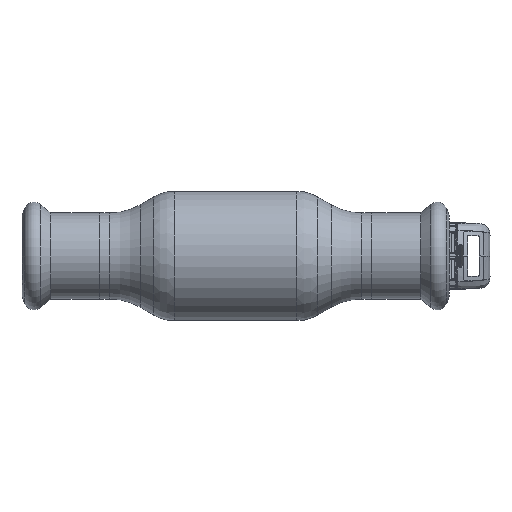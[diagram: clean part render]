
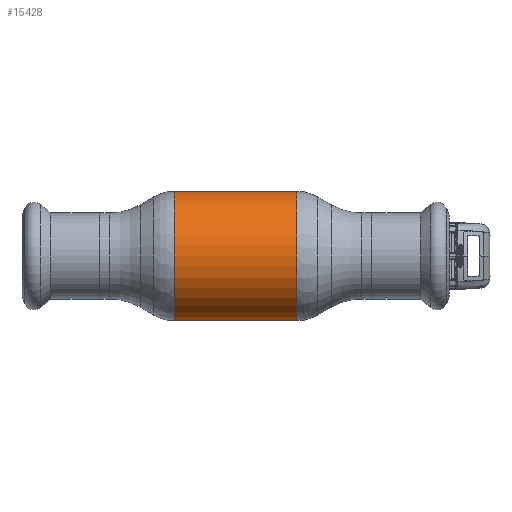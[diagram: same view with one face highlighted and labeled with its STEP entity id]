
A CAD part, front view. The second image highlights one B-rep face of the part: STEP entity #15428.
In plain terms, the highlighted cylindrical face has radius 19 mm (diameter 38 mm), a partial arc.
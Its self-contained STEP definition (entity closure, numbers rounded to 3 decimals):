
#2423 = LINE ( 'NONE', #59724, #15067 ) ;
#6693 = CIRCLE ( 'NONE', #33932, 19. ) ;
#7191 = ORIENTED_EDGE ( 'NONE', *, *, #58085, .T. ) ;
#8099 = DIRECTION ( 'NONE',  ( -1., 0., 0. ) ) ;
#10550 = CARTESIAN_POINT ( 'NONE',  ( -18.035, 0., 19. ) ) ;
#11125 = ORIENTED_EDGE ( 'NONE', *, *, #55747, .F. ) ;
#12472 = FACE_OUTER_BOUND ( 'NONE', #26167, .T. ) ;
#12620 = ORIENTED_EDGE ( 'NONE', *, *, #47935, .F. ) ;
#13038 = VECTOR ( 'NONE', #8099, 1000. ) ;
#13397 = VERTEX_POINT ( 'NONE', #55705 ) ;
#14728 = VERTEX_POINT ( 'NONE', #54423 ) ;
#15067 = VECTOR ( 'NONE', #32127, 1000. ) ;
#15428 = ADVANCED_FACE ( 'NONE', ( #12472 ), #57337, .T. ) ;
#21647 = DIRECTION ( 'NONE',  ( -1., 0., 0. ) ) ;
#26167 = EDGE_LOOP ( 'NONE', ( #12620, #7191, #50474, #11125 ) ) ;
#28258 = DIRECTION ( 'NONE',  ( 0., 0., 1. ) ) ;
#31161 = VERTEX_POINT ( 'NONE', #10550 ) ;
#32127 = DIRECTION ( 'NONE',  ( -1., 0., 0. ) ) ;
#33932 = AXIS2_PLACEMENT_3D ( 'NONE', #60714, #21647, #46103 ) ;
#34406 = AXIS2_PLACEMENT_3D ( 'NONE', #50800, #41811, #28258 ) ;
#36399 = VERTEX_POINT ( 'NONE', #49601 ) ;
#39213 = AXIS2_PLACEMENT_3D ( 'NONE', #61340, #56354, #42150 ) ;
#40011 = CIRCLE ( 'NONE', #39213, 19. ) ;
#41811 = DIRECTION ( 'NONE',  ( -1., 0., 0. ) ) ;
#42150 = DIRECTION ( 'NONE',  ( 0., 0., 1. ) ) ;
#46103 = DIRECTION ( 'NONE',  ( 0., 0., 1. ) ) ;
#47935 = EDGE_CURVE ( 'NONE', #36399, #13397, #52678, .T. ) ;
#49177 = EDGE_CURVE ( 'NONE', #14728, #31161, #2423, .T. ) ;
#49601 = CARTESIAN_POINT ( 'NONE',  ( 18.035, 0., -19. ) ) ;
#50474 = ORIENTED_EDGE ( 'NONE', *, *, #49177, .T. ) ;
#50497 = CARTESIAN_POINT ( 'NONE',  ( -62.69, 0., -19. ) ) ;
#50800 = CARTESIAN_POINT ( 'NONE',  ( -62.69, 0., 0. ) ) ;
#52678 = LINE ( 'NONE', #50497, #13038 ) ;
#54423 = CARTESIAN_POINT ( 'NONE',  ( 18.035, 0., 19. ) ) ;
#55705 = CARTESIAN_POINT ( 'NONE',  ( -18.035, 0., -19. ) ) ;
#55747 = EDGE_CURVE ( 'NONE', #13397, #31161, #6693, .T. ) ;
#56354 = DIRECTION ( 'NONE',  ( -1., 0., 0. ) ) ;
#57337 = CYLINDRICAL_SURFACE ( 'NONE', #34406, 19. ) ;
#58085 = EDGE_CURVE ( 'NONE', #36399, #14728, #40011, .T. ) ;
#59724 = CARTESIAN_POINT ( 'NONE',  ( -62.69, 0., 19. ) ) ;
#60714 = CARTESIAN_POINT ( 'NONE',  ( -18.035, 0., 0. ) ) ;
#61340 = CARTESIAN_POINT ( 'NONE',  ( 18.035, 0., 0. ) ) ;
